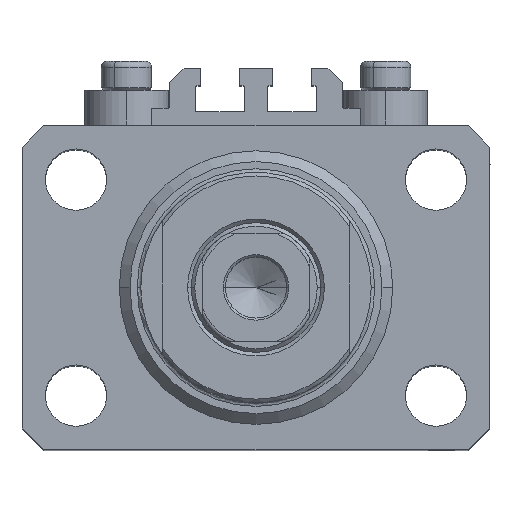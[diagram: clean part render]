
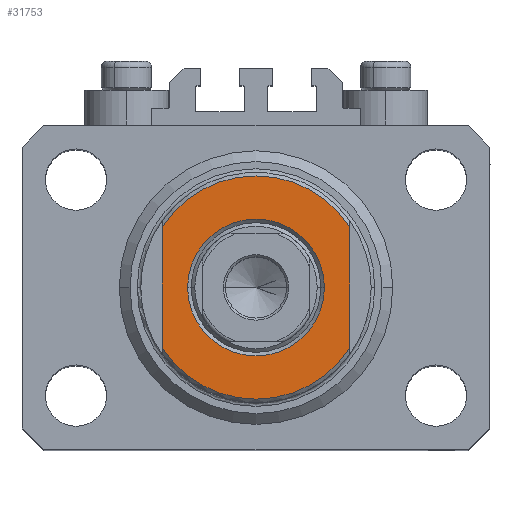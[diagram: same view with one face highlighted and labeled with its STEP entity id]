
A CAD part, top view. The second image highlights one B-rep face of the part: STEP entity #31753.
In plain terms, the highlighted face is planar.
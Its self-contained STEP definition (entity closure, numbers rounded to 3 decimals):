
#366 = CARTESIAN_POINT ( 'NONE',  ( 9.5, 0., -6.5 ) ) ;
#384 = PLANE ( 'NONE',  #21034 ) ;
#1000 = DIRECTION ( 'NONE',  ( -1., 0., 0. ) ) ;
#1062 = VERTEX_POINT ( 'NONE', #14280 ) ;
#1157 = DIRECTION ( 'NONE',  ( -1., 0., 0. ) ) ;
#1953 = CARTESIAN_POINT ( 'NONE',  ( -13., -43.081, -6.5 ) ) ;
#4061 = EDGE_CURVE ( 'NONE', #33560, #39175, #41795, .T. ) ;
#4516 = CARTESIAN_POINT ( 'NONE',  ( 13., -8.441, -6.5 ) ) ;
#6486 = VERTEX_POINT ( 'NONE', #4516 ) ;
#6625 = AXIS2_PLACEMENT_3D ( 'NONE', #36525, #14221, #14910 ) ;
#7013 = CARTESIAN_POINT ( 'NONE',  ( 0., 0., -6.5 ) ) ;
#7269 = ORIENTED_EDGE ( 'NONE', *, *, #4061, .T. ) ;
#7325 = AXIS2_PLACEMENT_3D ( 'NONE', #8213, #45154, #1000 ) ;
#7601 = FACE_BOUND ( 'NONE', #13928, .T. ) ;
#7831 = DIRECTION ( 'NONE',  ( -1., 0., 0. ) ) ;
#8213 = CARTESIAN_POINT ( 'NONE',  ( 0., 0., -6.5 ) ) ;
#8375 = DIRECTION ( 'NONE',  ( 0., -1., 0. ) ) ;
#8780 = AXIS2_PLACEMENT_3D ( 'NONE', #30688, #34995, #1157 ) ;
#9425 = ORIENTED_EDGE ( 'NONE', *, *, #45266, .T. ) ;
#10620 = DIRECTION ( 'NONE',  ( 0., 0., -1. ) ) ;
#10953 = DIRECTION ( 'NONE',  ( 0., 0., -1. ) ) ;
#13928 = EDGE_LOOP ( 'NONE', ( #24040, #7269 ) ) ;
#14221 = DIRECTION ( 'NONE',  ( 0., 0., 1. ) ) ;
#14280 = CARTESIAN_POINT ( 'NONE',  ( -13., -8.441, -6.5 ) ) ;
#14697 = DIRECTION ( 'NONE',  ( -1., 0., 0. ) ) ;
#14910 = DIRECTION ( 'NONE',  ( -1., 0., 0. ) ) ;
#15033 = CARTESIAN_POINT ( 'NONE',  ( 0., 0., -6.5 ) ) ;
#15575 = EDGE_CURVE ( 'NONE', #19206, #1062, #35332, .T. ) ;
#18652 = FACE_OUTER_BOUND ( 'NONE', #42635, .T. ) ;
#18961 = LINE ( 'NONE', #33586, #21342 ) ;
#19206 = VERTEX_POINT ( 'NONE', #41583 ) ;
#21034 = AXIS2_PLACEMENT_3D ( 'NONE', #15033, #10953, #7831 ) ;
#21342 = VECTOR ( 'NONE', #8375, 1000. ) ;
#23486 = CIRCLE ( 'NONE', #6625, 9.5 ) ;
#24040 = ORIENTED_EDGE ( 'NONE', *, *, #37277, .T. ) ;
#26031 = CIRCLE ( 'NONE', #26706, 15.5 ) ;
#26706 = AXIS2_PLACEMENT_3D ( 'NONE', #7013, #10620, #14697 ) ;
#28220 = ORIENTED_EDGE ( 'NONE', *, *, #45792, .T. ) ;
#30688 = CARTESIAN_POINT ( 'NONE',  ( 0., 0., -6.5 ) ) ;
#31753 = ADVANCED_FACE ( 'NONE', ( #7601, #18652 ), #384, .T. ) ;
#32377 = EDGE_CURVE ( 'NONE', #6486, #1062, #34066, .T. ) ;
#33560 = VERTEX_POINT ( 'NONE', #366 ) ;
#33586 = CARTESIAN_POINT ( 'NONE',  ( 13., -43.081, -6.5 ) ) ;
#34066 = CIRCLE ( 'NONE', #8780, 15.5 ) ;
#34995 = DIRECTION ( 'NONE',  ( 0., 0., -1. ) ) ;
#35332 = LINE ( 'NONE', #1953, #38989 ) ;
#35755 = CARTESIAN_POINT ( 'NONE',  ( 13., 8.441, -6.5 ) ) ;
#36509 = CARTESIAN_POINT ( 'NONE',  ( -9.5, 0., -6.5 ) ) ;
#36525 = CARTESIAN_POINT ( 'NONE',  ( 0., 0., -6.5 ) ) ;
#36672 = VERTEX_POINT ( 'NONE', #35755 ) ;
#37277 = EDGE_CURVE ( 'NONE', #39175, #33560, #23486, .T. ) ;
#38500 = ORIENTED_EDGE ( 'NONE', *, *, #32377, .T. ) ;
#38989 = VECTOR ( 'NONE', #46345, 1000. ) ;
#39175 = VERTEX_POINT ( 'NONE', #36509 ) ;
#41033 = ORIENTED_EDGE ( 'NONE', *, *, #15575, .F. ) ;
#41583 = CARTESIAN_POINT ( 'NONE',  ( -13., 8.441, -6.5 ) ) ;
#41795 = CIRCLE ( 'NONE', #7325, 9.5 ) ;
#42635 = EDGE_LOOP ( 'NONE', ( #9425, #28220, #38500, #41033 ) ) ;
#45154 = DIRECTION ( 'NONE',  ( 0., 0., 1. ) ) ;
#45266 = EDGE_CURVE ( 'NONE', #19206, #36672, #26031, .T. ) ;
#45792 = EDGE_CURVE ( 'NONE', #36672, #6486, #18961, .T. ) ;
#46345 = DIRECTION ( 'NONE',  ( 0., -1., 0. ) ) ;
